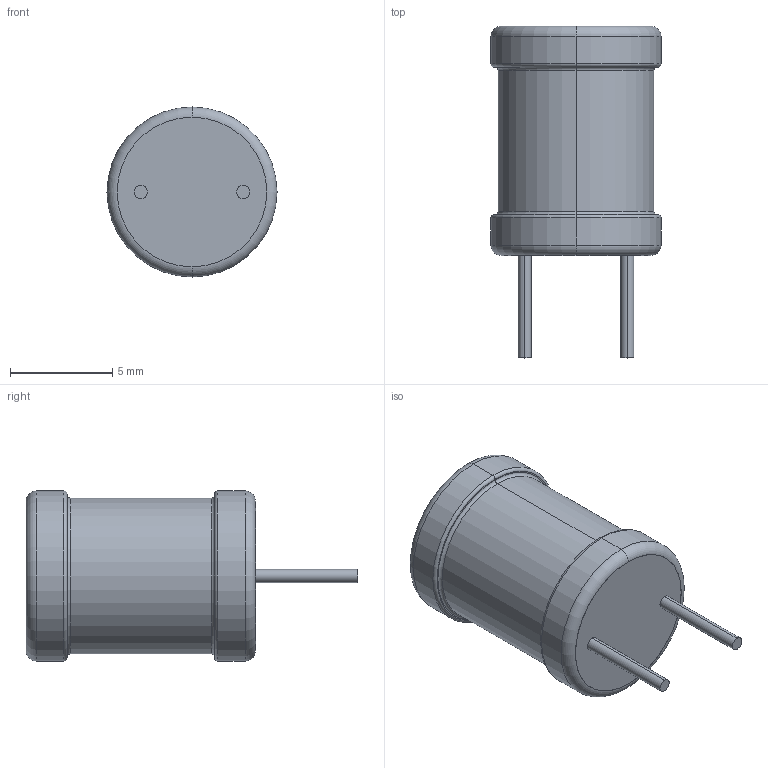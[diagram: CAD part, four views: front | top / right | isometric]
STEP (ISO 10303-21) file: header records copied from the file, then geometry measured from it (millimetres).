
FILE_DESCRIPTION (( 'STEP AP214' ), '1' );
FILE_NAME ('SW3dPS-CT187LY-271.STEP', '2009-06-03T14:25:05', ( 'sysAdmin' ), ( 'SolidWorks' ), 'SwSTEP 2.0', 'SolidWorks 2009', '' );
FILE_SCHEMA (( 'AUTOMOTIVE_DESIGN' ));
Length unit declared in the file: millimetre
Products named in the file (1): SW3dPS-CT187LY-271
Bounding box: 8.3 x 16.2 x 8.3 mm (x, y, z)
Volume: 542.7 mm3; surface area: 405.9 mm2
Topology: 3 solids, 3 shells, 34 faces, 62 edges, 36 vertices
Faces by surface type: cylinder 14, torus 12, plane 8
Entity records: 1272 total; most frequent: DIRECTION 180, CARTESIAN_POINT 133, ORIENTED_EDGE 124, AXIS2_PLACEMENT_3D 83, EDGE_CURVE 62, CIRCLE 48, UNCERTAINTY_MEASURE_WITH_UNIT 39, COLOUR_RGB 38
